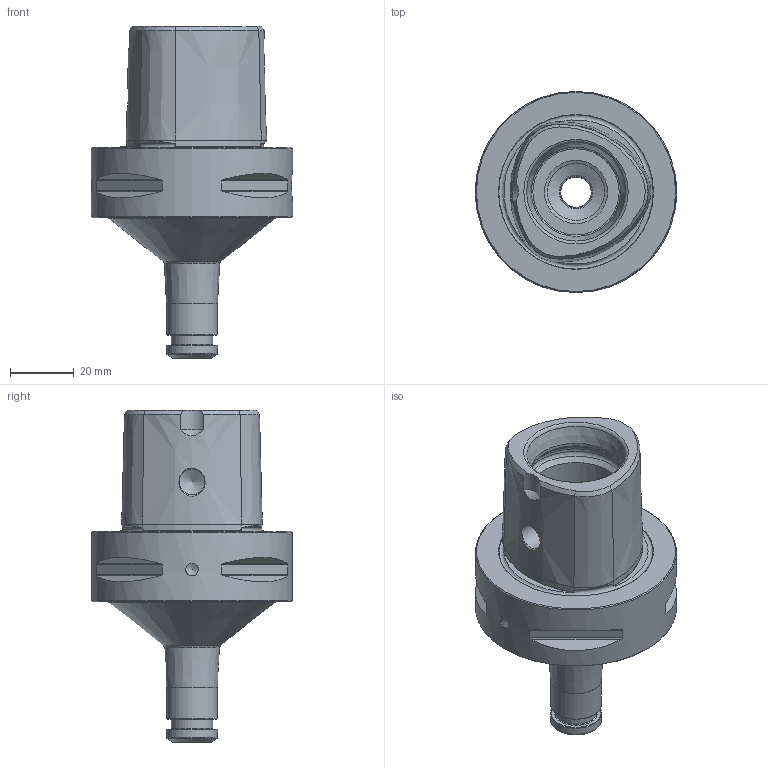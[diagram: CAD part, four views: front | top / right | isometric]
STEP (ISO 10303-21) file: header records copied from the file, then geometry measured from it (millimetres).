
FILE_DESCRIPTION(/* description */ (''),/* implementation_level */ '2;1');
FILE_NAME(/* name */ '280671030.stp',/* time_stamp */ '2021-01-12T12:38:41',/* author */ ('LRA'),/* organization */ ('REGO-FIX'),/* preprocessor_version */ ' Unknown',/* originating_system */ 'SIEMENS PLM Software Solid Edge ST10',/* authorization */ 'Unknown');
FILE_SCHEMA (('AUTOMOTIVE_DESIGN { 1 0 10303 214 2 1 1}'));
Length unit declared in the file: millimetre
Products named in the file (1): NOCUT
Bounding box: 63 x 63 x 104 mm (x, y, z)
Volume: 112951.7 mm3; surface area: 23393.6 mm2
Topology: 1 solids, 1 shells, 121 faces, 293 edges, 181 vertices
Faces by surface type: cone 63, cylinder 23, plane 23, torus 12
Full cylindrical faces by diameter (mm): 4 x1, 8.1 x2, 10 x1, 10.5 x1, 13 x1, 16 x2, 17.835 x2, 28 x2, 32 x1, 63 x1
Entity records: 4118 total; most frequent: CARTESIAN_POINT 775, DIRECTION 516, ORIENTED_EDGE 448, AXIS2_PLACEMENT_3D 228, EDGE_CURVE 224, FACE_BOUND 181, EDGE_LOOP 178, VERTEX_POINT 161
